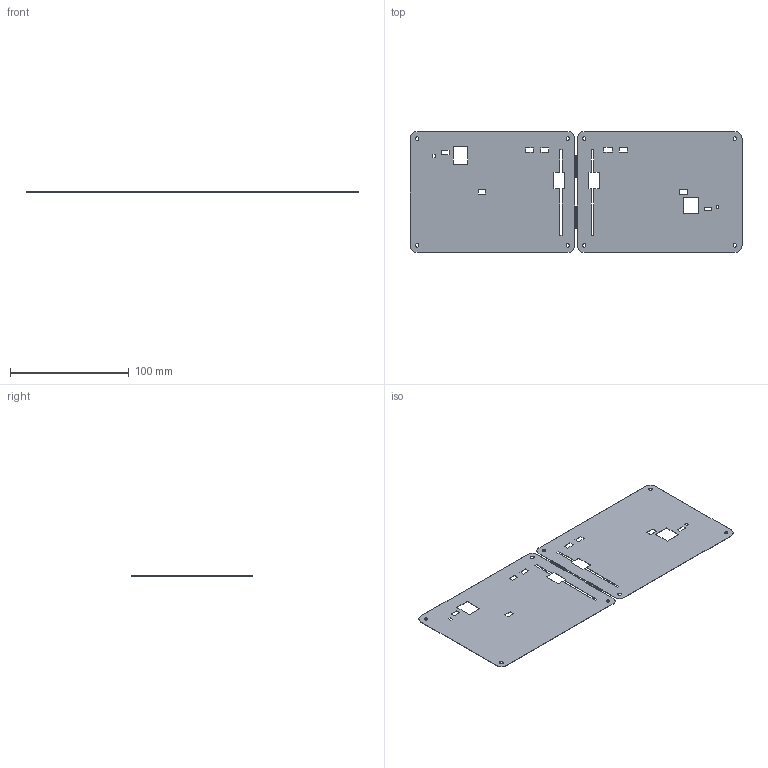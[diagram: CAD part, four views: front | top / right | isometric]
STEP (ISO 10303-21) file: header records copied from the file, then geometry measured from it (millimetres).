
FILE_DESCRIPTION(('KiCad electronic assembly'),'2;1');
FILE_NAME('3.1HeatingElement.step','2022-12-15T08:38:55',('Pcbnew'),( 'Kicad'),'Open CASCADE STEP processor 7.6','KiCad to STEP converter' ,'Unknown');
FILE_SCHEMA(('AUTOMOTIVE_DESIGN { 1 0 10303 214 1 1 1 1 }'));
Length unit declared in the file: millimetre
Products named in the file (2): 3.1HeatingElement 1; 3.1HeatingElement PCB
Assembly tree (1 placements, depth 2):
  3.1HeatingElement 1
    3.1HeatingElement PCB
Bounding box: 279.8 x 102 x 0.3 mm (x, y, z)
Volume: 8172.7 mm3; surface area: 54927.6 mm2
Topology: 1 solids, 1 shells, 194 faces, 576 edges, 384 vertices
Faces by surface type: cylinder 108, plane 86
Full cylindrical faces by diameter (mm): 0.5 x88, 3 x8
Entity records: 15203 total; most frequent: CARTESIAN_POINT 3604, DIRECTION 2120, LINE 1296, VECTOR 1296, ORIENTED_EDGE 1152, PCURVE 1152, DEFINITIONAL_REPRESENTATION 1152, EDGE_CURVE 576
